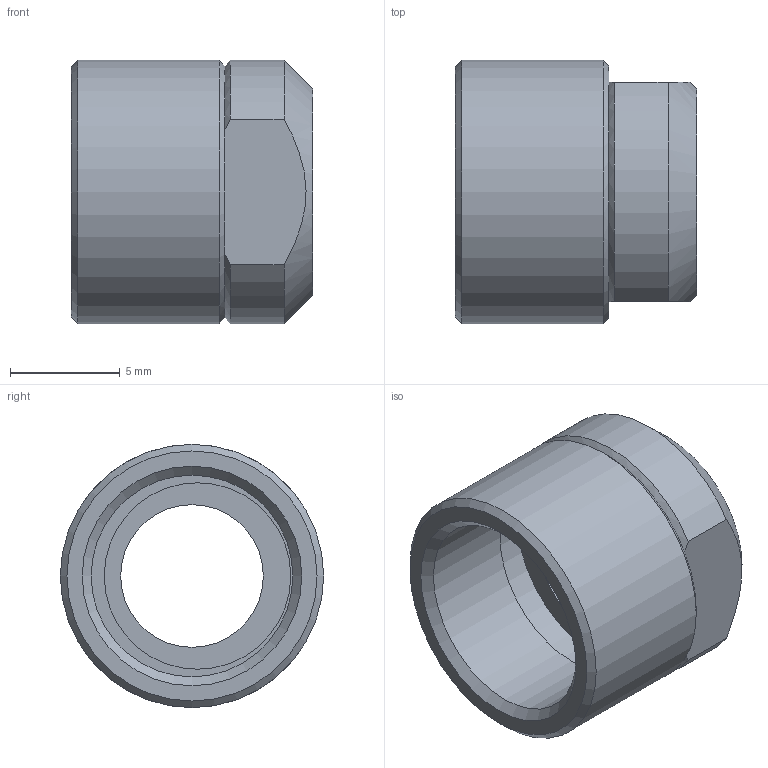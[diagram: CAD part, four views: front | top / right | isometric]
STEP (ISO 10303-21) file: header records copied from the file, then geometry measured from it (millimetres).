
FILE_DESCRIPTION(/* description */ ('Mini-Mutter für ER 8 M'),/* implementation_level */ '2;1');
FILE_NAME(/* name */ '60039647_3D.stp',/* time_stamp */ '2023-11-15T08:59:15+01:00',/* author */ ('DSteinicke'),/* organization */ (''),/* preprocessor_version */ 'ST-DEVELOPER v19.2',/* originating_system */ 'Autodesk Inventor 2024',/* authorisation */ '');
FILE_SCHEMA (('AUTOMOTIVE_DESIGN { 1 0 10303 214 3 1 1 }'));
Length unit declared in the file: millimetre
Products named in the file (1): 60039647
Bounding box: 11 x 12 x 12 mm (x, y, z)
Volume: 500.8 mm3; surface area: 892.7 mm2
Topology: 1 solids, 1 shells, 24 faces, 49 edges, 31 vertices
Faces by surface type: plane 10, cylinder 8, cone 6
Full cylindrical faces by diameter (mm): 6.5 x1, 8.5 x1, 9.19 x1, 9.3 x1, 10.2 x1, 12 x1
Entity records: 679 total; most frequent: CARTESIAN_POINT 119, DIRECTION 118, ORIENTED_EDGE 98, AXIS2_PLACEMENT_3D 51, EDGE_CURVE 49, VERTEX_POINT 31, EDGE_LOOP 30, CIRCLE 26
